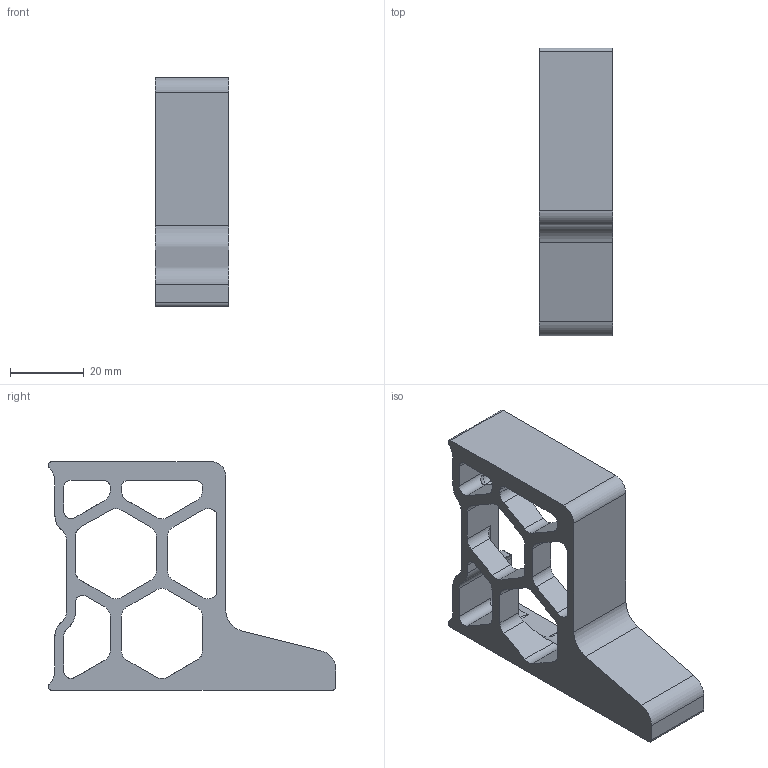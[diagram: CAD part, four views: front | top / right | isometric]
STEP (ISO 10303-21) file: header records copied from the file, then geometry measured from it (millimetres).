
FILE_DESCRIPTION(/* description */ (''),/* implementation_level */ '2;1');
FILE_NAME(/* name */ 'side_skirt v0.step',/* time_stamp */ '2021-04-09T23:58:31+03:00',/* author */ (''),/* organization */ (''),/* preprocessor_version */ 'ST-DEVELOPER v18.1',/* originating_system */ 'Autodesk Translation Framework v9.10.0.1330',/* authorisation */ '');
FILE_SCHEMA (('AUTOMOTIVE_DESIGN { 1 0 10303 214 3 1 1 }'));
Length unit declared in the file: millimetre
Products named in the file (2): side_skirt; Side Skirt A
Assembly tree (1 placements, depth 2):
  side_skirt
    Side Skirt A
Bounding box: 20 x 77.91 x 62 mm (x, y, z)
Volume: 20538.3 mm3; surface area: 13942.8 mm2
Topology: 1 solids, 1 shells, 138 faces, 417 edges, 275 vertices
Faces by surface type: cylinder 70, plane 57, torus 6, bspline 5
Entity records: 5290 total; most frequent: CARTESIAN_POINT 1460, ORIENTED_EDGE 834, DIRECTION 772, EDGE_CURVE 417, AXIS2_PLACEMENT_3D 277, VERTEX_POINT 275, LINE 218, VECTOR 218
